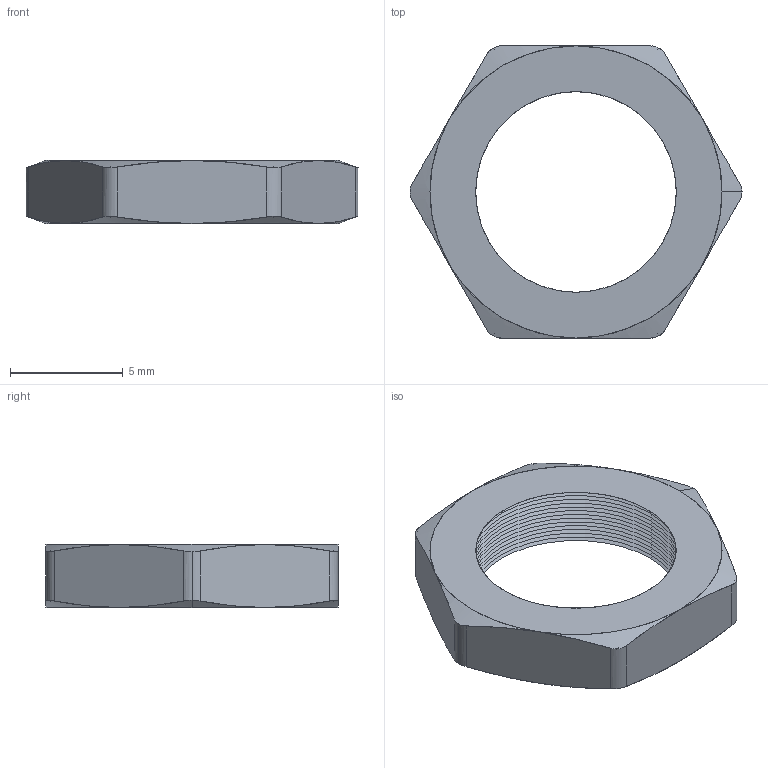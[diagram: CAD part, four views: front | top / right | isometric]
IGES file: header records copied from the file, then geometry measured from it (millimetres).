
Start section: SolidWorks IGES file using analytic representation for surfaces
Global section: file name: NM-10-BR.IGS; native system: SolidWorks 2007; preprocessor: SolidWorks 2007; author: BSI server; date: 090207.155441; units: inch
Bounding box: 14.72 x 12.95 x 2.79 mm (x, y, z)
Surface area: 439.5 mm2 (no closed solid volume)
Topology: 0 solids, 0 shells, 83 faces, 612 edges, 612 vertices
Faces by surface type: revolution 75, bspline 8
